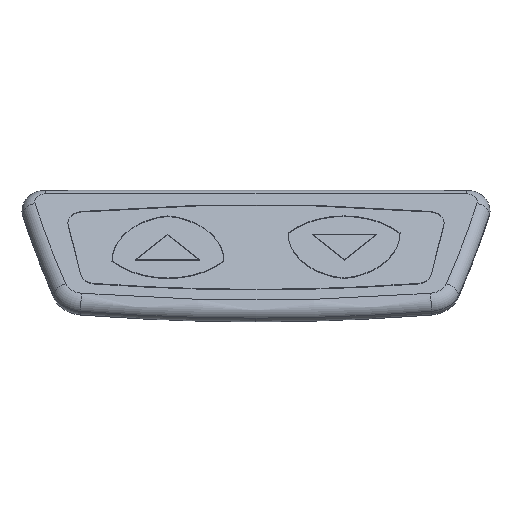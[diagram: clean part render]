
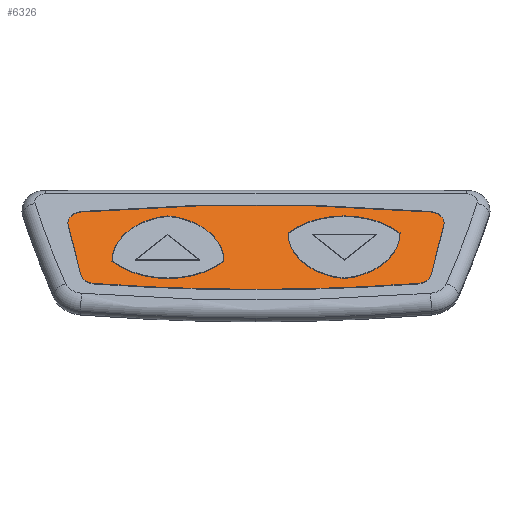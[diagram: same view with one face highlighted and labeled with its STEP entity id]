
A CAD part, top view. The second image highlights one B-rep face of the part: STEP entity #6326.
In plain terms, the highlighted planar face has unit normal (0, 0.707, 0.707).
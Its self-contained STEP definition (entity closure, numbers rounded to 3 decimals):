
#82 = EDGE_LOOP ( 'NONE', ( #5357, #1817, #1804, #1772, #5423, #5458, #5470, #5382, #1784 ) ) ;
#88 = EDGE_LOOP ( 'NONE', ( #5387, #1814, #5379 ) ) ;
#148 = AXIS2_PLACEMENT_3D ( 'NONE', #3577, #3578, #3579 ) ;
#150 = AXIS2_PLACEMENT_3D ( 'NONE', #3585, #3586, #3587 ) ;
#155 = AXIS2_PLACEMENT_3D ( 'NONE', #3610, #3611, #3612 ) ;
#156 = AXIS2_PLACEMENT_3D ( 'NONE', #3614, #3615, #3616 ) ;
#157 = AXIS2_PLACEMENT_3D ( 'NONE', #3617, #3618, #3619 ) ;
#158 = AXIS2_PLACEMENT_3D ( 'NONE', #3621, #3622, #3623 ) ;
#159 = AXIS2_PLACEMENT_3D ( 'NONE', #3624, #3625, #3626 ) ;
#160 = AXIS2_PLACEMENT_3D ( 'NONE', #6495, #6496, #6497 ) ;
#161 = AXIS2_PLACEMENT_3D ( 'NONE', #6499, #6500, #6501 ) ;
#162 = AXIS2_PLACEMENT_3D ( 'NONE', #6505, #6506, #6507 ) ;
#167 = AXIS2_PLACEMENT_3D ( 'NONE', #6539, #6540, #6541 ) ;
#169 = AXIS2_PLACEMENT_3D ( 'NONE', #6547, #6548, #6549 ) ;
#1058 = AXIS2_PLACEMENT_3D ( 'NONE', #3338, #3339, #3340 ) ;
#1059 = AXIS2_PLACEMENT_3D ( 'NONE', #3344, #3345, #3346 ) ;
#1188 = DIRECTION ( 'NONE',  ( 0., -0.707, -0.707 ) ) ;
#1196 = CARTESIAN_POINT ( 'NONE',  ( 21.5, -4.14, 6.261 ) ) ;
#1198 = PLANE ( 'NONE',  #6415 ) ;
#1200 = DIRECTION ( 'NONE',  ( 0., 0.707, -0.707 ) ) ;
#1390 = CARTESIAN_POINT ( 'NONE',  ( 0., -12.489, 14.611 ) ) ;
#1397 = CARTESIAN_POINT ( 'NONE',  ( 20.157, -11.756, 13.878 ) ) ;
#1401 = CARTESIAN_POINT ( 'NONE',  ( 11., -3.297, 5.418 ) ) ;
#1415 = CARTESIAN_POINT ( 'NONE',  ( 4., -5.418, 7.54 ) ) ;
#1772 = ORIENTED_EDGE ( 'NONE', *, *, #5799, .T. ) ;
#1784 = ORIENTED_EDGE ( 'NONE', *, *, #5811, .T. ) ;
#1804 = ORIENTED_EDGE ( 'NONE', *, *, #5808, .T. ) ;
#1814 = ORIENTED_EDGE ( 'NONE', *, *, #5809, .F. ) ;
#1817 = ORIENTED_EDGE ( 'NONE', *, *, #5816, .T. ) ;
#1824 = ORIENTED_EDGE ( 'NONE', *, *, #5831, .F. ) ;
#1841 = ORIENTED_EDGE ( 'NONE', *, *, #4336, .F. ) ;
#1842 = ORIENTED_EDGE ( 'NONE', *, *, #5829, .F. ) ;
#2028 = VERTEX_POINT ( 'NONE', #5913 ) ;
#2029 = VERTEX_POINT ( 'NONE', #5914 ) ;
#2030 = VERTEX_POINT ( 'NONE', #5915 ) ;
#2031 = VERTEX_POINT ( 'NONE', #5916 ) ;
#2032 = VERTEX_POINT ( 'NONE', #5917 ) ;
#2033 = VERTEX_POINT ( 'NONE', #5918 ) ;
#2034 = VERTEX_POINT ( 'NONE', #5919 ) ;
#2035 = VERTEX_POINT ( 'NONE', #5920 ) ;
#2036 = VERTEX_POINT ( 'NONE', #5921 ) ;
#2037 = VERTEX_POINT ( 'NONE', #5922 ) ;
#2038 = VERTEX_POINT ( 'NONE', #5923 ) ;
#2039 = VERTEX_POINT ( 'NONE', #5924 ) ;
#2947 = CIRCLE ( 'NONE', #148, 8.063 ) ;
#2950 = CIRCLE ( 'NONE', #150, 2. ) ;
#2953 = LINE ( 'NONE', #3583, #2955 ) ;
#2955 = VECTOR ( 'NONE', #3584, 1000. ) ;
#2959 = CIRCLE ( 'NONE', #159, 2. ) ;
#2962 = CIRCLE ( 'NONE', #156, 2. ) ;
#2963 = CIRCLE ( 'NONE', #155, 196.5 ) ;
#2964 = CIRCLE ( 'NONE', #157, 2. ) ;
#2965 = CIRCLE ( 'NONE', #158, 8.063 ) ;
#2967 = LINE ( 'NONE', #3613, #2969 ) ;
#2968 = CIRCLE ( 'NONE', #160, 9.667 ) ;
#2969 = VECTOR ( 'NONE', #3620, 1000. ) ;
#2970 = CIRCLE ( 'NONE', #162, 196.5 ) ;
#2971 = CIRCLE ( 'NONE', #161, 8.063 ) ;
#2984 = CIRCLE ( 'NONE', #167, 8.063 ) ;
#2996 = CIRCLE ( 'NONE', #169, 9.667 ) ;
#3338 = CARTESIAN_POINT ( 'NONE',  ( 0., 126.457, -124.336 ) ) ;
#3339 = DIRECTION ( 'NONE',  ( 0., 0.707, 0.707 ) ) ;
#3340 = DIRECTION ( 'NONE',  ( 0., -0.707, 0.707 ) ) ;
#3344 = CARTESIAN_POINT ( 'NONE',  ( 11., -10.132, 12.254 ) ) ;
#3345 = DIRECTION ( 'NONE',  ( 0., 0.707, 0.707 ) ) ;
#3346 = DIRECTION ( 'NONE',  ( 0., 0.707, -0.707 ) ) ;
#3577 = CARTESIAN_POINT ( 'NONE',  ( 12.062, -5.424, 7.545 ) ) ;
#3578 = DIRECTION ( 'NONE',  ( 0., 0.707, 0.707 ) ) ;
#3579 = DIRECTION ( 'NONE',  ( 0., -0.707, 0.707 ) ) ;
#3583 = CARTESIAN_POINT ( 'NONE',  ( -21.921, -10.595, 12.717 ) ) ;
#3584 = DIRECTION ( 'NONE',  ( 0.174, -0.696, 0.696 ) ) ;
#3585 = CARTESIAN_POINT ( 'NONE',  ( 21.5, -4.14, 6.261 ) ) ;
#3586 = DIRECTION ( 'NONE',  ( 0., 0.707, 0.707 ) ) ;
#3587 = DIRECTION ( 'NONE',  ( 0., 0.707, -0.707 ) ) ;
#3610 = CARTESIAN_POINT ( 'NONE',  ( 0., 126.457, -124.336 ) ) ;
#3611 = DIRECTION ( 'NONE',  ( 0., 0.707, 0.707 ) ) ;
#3612 = DIRECTION ( 'NONE',  ( 0., -0.707, 0.707 ) ) ;
#3613 = CARTESIAN_POINT ( 'NONE',  ( 21.921, -10.595, 12.717 ) ) ;
#3614 = CARTESIAN_POINT ( 'NONE',  ( -19.951, -10.35, 12.471 ) ) ;
#3615 = DIRECTION ( 'NONE',  ( 0., 0.707, 0.707 ) ) ;
#3616 = DIRECTION ( 'NONE',  ( 0., 0.707, -0.707 ) ) ;
#3617 = CARTESIAN_POINT ( 'NONE',  ( -21.5, -4.14, 6.261 ) ) ;
#3618 = DIRECTION ( 'NONE',  ( 0., 0.707, 0.707 ) ) ;
#3619 = DIRECTION ( 'NONE',  ( 0., -0.707, 0.707 ) ) ;
#3620 = DIRECTION ( 'NONE',  ( 0.174, 0.696, -0.696 ) ) ;
#3621 = CARTESIAN_POINT ( 'NONE',  ( -12.062, -8.948, 11.07 ) ) ;
#3622 = DIRECTION ( 'NONE',  ( 0., 0.707, 0.707 ) ) ;
#3623 = DIRECTION ( 'NONE',  ( 0., 0.707, -0.707 ) ) ;
#3624 = CARTESIAN_POINT ( 'NONE',  ( 19.951, -10.35, 12.471 ) ) ;
#3625 = DIRECTION ( 'NONE',  ( 0., 0.707, 0.707 ) ) ;
#3626 = DIRECTION ( 'NONE',  ( 0., -0.707, 0.707 ) ) ;
#4334 = EDGE_CURVE ( 'NONE', #7100, #7097, #4888, .T. ) ;
#4336 = EDGE_CURVE ( 'NONE', #7103, #7197, #4890, .T. ) ;
#4659 = FACE_BOUND ( 'NONE', #88, .T. ) ;
#4660 = FACE_BOUND ( 'NONE', #6995, .T. ) ;
#4663 = FACE_OUTER_BOUND ( 'NONE', #82, .T. ) ;
#4888 = CIRCLE ( 'NONE', #1058, 196.5 ) ;
#4890 = CIRCLE ( 'NONE', #1059, 9.667 ) ;
#5357 = ORIENTED_EDGE ( 'NONE', *, *, #5797, .T. ) ;
#5379 = ORIENTED_EDGE ( 'NONE', *, *, #5812, .F. ) ;
#5382 = ORIENTED_EDGE ( 'NONE', *, *, #5810, .T. ) ;
#5387 = ORIENTED_EDGE ( 'NONE', *, *, #5814, .F. ) ;
#5423 = ORIENTED_EDGE ( 'NONE', *, *, #5807, .T. ) ;
#5453 = ORIENTED_EDGE ( 'NONE', *, *, #5794, .F. ) ;
#5458 = ORIENTED_EDGE ( 'NONE', *, *, #5806, .T. ) ;
#5470 = ORIENTED_EDGE ( 'NONE', *, *, #4334, .T. ) ;
#5794 = EDGE_CURVE ( 'NONE', #7197, #2029, #2947, .T. ) ;
#5797 = EDGE_CURVE ( 'NONE', #2031, #2032, #2950, .T. ) ;
#5799 = EDGE_CURVE ( 'NONE', #2035, #2036, #2953, .T. ) ;
#5806 = EDGE_CURVE ( 'NONE', #2037, #7100, #2963, .T. ) ;
#5807 = EDGE_CURVE ( 'NONE', #2036, #2037, #2962, .T. ) ;
#5808 = EDGE_CURVE ( 'NONE', #2034, #2035, #2964, .T. ) ;
#5809 = EDGE_CURVE ( 'NONE', #2033, #2038, #2965, .T. ) ;
#5810 = EDGE_CURVE ( 'NONE', #7097, #2030, #2959, .T. ) ;
#5811 = EDGE_CURVE ( 'NONE', #2030, #2031, #2967, .T. ) ;
#5812 = EDGE_CURVE ( 'NONE', #2039, #2033, #2968, .T. ) ;
#5814 = EDGE_CURVE ( 'NONE', #2038, #2039, #2971, .T. ) ;
#5816 = EDGE_CURVE ( 'NONE', #2032, #2034, #2970, .T. ) ;
#5829 = EDGE_CURVE ( 'NONE', #2029, #2028, #2984, .T. ) ;
#5831 = EDGE_CURVE ( 'NONE', #2028, #7103, #2996, .T. ) ;
#5913 = CARTESIAN_POINT ( 'NONE',  ( 18., -5.418, 7.54 ) ) ;
#5914 = CARTESIAN_POINT ( 'NONE',  ( 11., -11.075, 13.197 ) ) ;
#5915 = CARTESIAN_POINT ( 'NONE',  ( 21.921, -10.595, 12.717 ) ) ;
#5916 = CARTESIAN_POINT ( 'NONE',  ( 23.47, -4.385, 6.507 ) ) ;
#5917 = CARTESIAN_POINT ( 'NONE',  ( 21.721, -2.734, 4.856 ) ) ;
#5918 = CARTESIAN_POINT ( 'NONE',  ( -4., -8.954, 11.075 ) ) ;
#5919 = CARTESIAN_POINT ( 'NONE',  ( -21.721, -2.734, 4.856 ) ) ;
#5920 = CARTESIAN_POINT ( 'NONE',  ( -23.47, -4.385, 6.507 ) ) ;
#5921 = CARTESIAN_POINT ( 'NONE',  ( -21.921, -10.595, 12.717 ) ) ;
#5922 = CARTESIAN_POINT ( 'NONE',  ( -20.157, -11.756, 13.878 ) ) ;
#5923 = CARTESIAN_POINT ( 'NONE',  ( -11., -3.297, 5.418 ) ) ;
#5924 = CARTESIAN_POINT ( 'NONE',  ( -18., -8.954, 11.075 ) ) ;
#6326 = ADVANCED_FACE ( 'NONE', ( #4660, #4663, #4659 ), #1198, .F. ) ;
#6415 = AXIS2_PLACEMENT_3D ( 'NONE', #1196, #1188, #1200 ) ;
#6495 = CARTESIAN_POINT ( 'NONE',  ( -11., -4.24, 6.361 ) ) ;
#6496 = DIRECTION ( 'NONE',  ( 0., 0.707, 0.707 ) ) ;
#6497 = DIRECTION ( 'NONE',  ( 0., -0.707, 0.707 ) ) ;
#6499 = CARTESIAN_POINT ( 'NONE',  ( -9.938, -8.948, 11.07 ) ) ;
#6500 = DIRECTION ( 'NONE',  ( 0., 0.707, 0.707 ) ) ;
#6501 = DIRECTION ( 'NONE',  ( 0., 0.707, -0.707 ) ) ;
#6505 = CARTESIAN_POINT ( 'NONE',  ( 0., -140.829, 142.951 ) ) ;
#6506 = DIRECTION ( 'NONE',  ( 0., 0.707, 0.707 ) ) ;
#6507 = DIRECTION ( 'NONE',  ( 0., 0.707, -0.707 ) ) ;
#6539 = CARTESIAN_POINT ( 'NONE',  ( 9.938, -5.424, 7.545 ) ) ;
#6540 = DIRECTION ( 'NONE',  ( 0., 0.707, 0.707 ) ) ;
#6541 = DIRECTION ( 'NONE',  ( 0., 0.707, -0.707 ) ) ;
#6547 = CARTESIAN_POINT ( 'NONE',  ( 11., -10.132, 12.254 ) ) ;
#6548 = DIRECTION ( 'NONE',  ( 0., 0.707, 0.707 ) ) ;
#6549 = DIRECTION ( 'NONE',  ( 0., 0.707, -0.707 ) ) ;
#6995 = EDGE_LOOP ( 'NONE', ( #5453, #1841, #1824, #1842 ) ) ;
#7097 = VERTEX_POINT ( 'NONE', #1397 ) ;
#7100 = VERTEX_POINT ( 'NONE', #1390 ) ;
#7103 = VERTEX_POINT ( 'NONE', #1401 ) ;
#7197 = VERTEX_POINT ( 'NONE', #1415 ) ;
